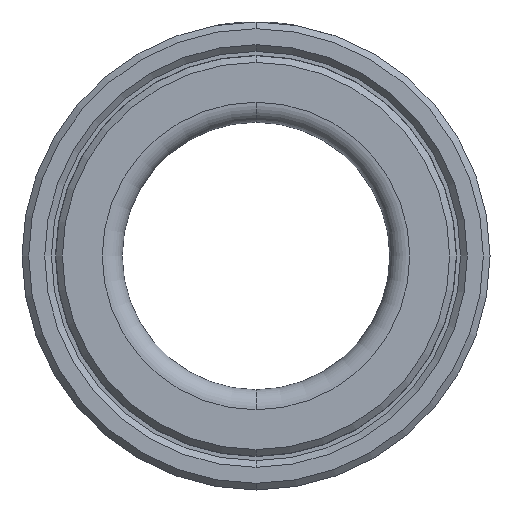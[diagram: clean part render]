
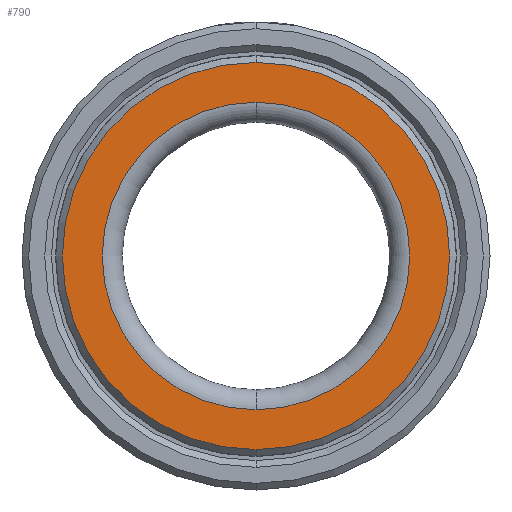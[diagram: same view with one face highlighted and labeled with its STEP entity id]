
A CAD part, front view. The second image highlights one B-rep face of the part: STEP entity #790.
In plain terms, the highlighted planar face has unit normal (0, -1, 0).
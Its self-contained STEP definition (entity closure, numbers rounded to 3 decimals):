
#11 = AXIS2_PLACEMENT_3D ( 'NONE', #158, #1127, #295 ) ;
#158 = CARTESIAN_POINT ( 'NONE',  ( 0., -20., 0. ) ) ;
#224 = FACE_BOUND ( 'NONE', #1094, .T. ) ;
#234 = ORIENTED_EDGE ( 'NONE', *, *, #1277, .T. ) ;
#241 = CIRCLE ( 'NONE', #1685, 14.48 ) ;
#287 = AXIS2_PLACEMENT_3D ( 'NONE', #1599, #788, #1722 ) ;
#295 = DIRECTION ( 'NONE',  ( 0., 0., 1. ) ) ;
#304 = DIRECTION ( 'NONE',  ( 0., 1., 0. ) ) ;
#329 = ORIENTED_EDGE ( 'NONE', *, *, #1627, .T. ) ;
#402 = VERTEX_POINT ( 'NONE', #1379 ) ;
#466 = CARTESIAN_POINT ( 'NONE',  ( 0., -20., 11.5 ) ) ;
#516 = ORIENTED_EDGE ( 'NONE', *, *, #1617, .T. ) ;
#536 = EDGE_CURVE ( 'NONE', #1082, #402, #875, .T. ) ;
#575 = VERTEX_POINT ( 'NONE', #1158 ) ;
#586 = PLANE ( 'NONE',  #1473 ) ;
#591 = DIRECTION ( 'NONE',  ( 0., 1., 0. ) ) ;
#592 = CARTESIAN_POINT ( 'NONE',  ( 0., -20., 14.48 ) ) ;
#710 = CARTESIAN_POINT ( 'NONE',  ( 0., -20., 0. ) ) ;
#723 = DIRECTION ( 'NONE',  ( 0., 0., 1. ) ) ;
#788 = DIRECTION ( 'NONE',  ( 0., 1., 0. ) ) ;
#790 = ADVANCED_FACE ( 'NONE', ( #1673, #224 ), #586, .F. ) ;
#809 = VERTEX_POINT ( 'NONE', #592 ) ;
#842 = DIRECTION ( 'NONE',  ( 0., 0., 1. ) ) ;
#875 = CIRCLE ( 'NONE', #1498, 11.5 ) ;
#1082 = VERTEX_POINT ( 'NONE', #466 ) ;
#1094 = EDGE_LOOP ( 'NONE', ( #1427, #234 ) ) ;
#1127 = DIRECTION ( 'NONE',  ( 0., -1., 0. ) ) ;
#1158 = CARTESIAN_POINT ( 'NONE',  ( 0., -20., -14.48 ) ) ;
#1275 = CARTESIAN_POINT ( 'NONE',  ( 10., -20., 0. ) ) ;
#1277 = EDGE_CURVE ( 'NONE', #402, #1082, #1455, .T. ) ;
#1379 = CARTESIAN_POINT ( 'NONE',  ( 0., -20., -11.5 ) ) ;
#1416 = CARTESIAN_POINT ( 'NONE',  ( 0., -20., 0. ) ) ;
#1427 = ORIENTED_EDGE ( 'NONE', *, *, #536, .T. ) ;
#1455 = CIRCLE ( 'NONE', #287, 11.5 ) ;
#1473 = AXIS2_PLACEMENT_3D ( 'NONE', #1275, #304, #723 ) ;
#1498 = AXIS2_PLACEMENT_3D ( 'NONE', #1416, #591, #1546 ) ;
#1546 = DIRECTION ( 'NONE',  ( 0., 0., 1. ) ) ;
#1599 = CARTESIAN_POINT ( 'NONE',  ( 0., -20., 0. ) ) ;
#1617 = EDGE_CURVE ( 'NONE', #809, #575, #241, .T. ) ;
#1627 = EDGE_CURVE ( 'NONE', #575, #809, #1692, .T. ) ;
#1649 = DIRECTION ( 'NONE',  ( 0., -1., 0. ) ) ;
#1653 = EDGE_LOOP ( 'NONE', ( #516, #329 ) ) ;
#1673 = FACE_OUTER_BOUND ( 'NONE', #1653, .T. ) ;
#1685 = AXIS2_PLACEMENT_3D ( 'NONE', #710, #1649, #842 ) ;
#1692 = CIRCLE ( 'NONE', #11, 14.48 ) ;
#1722 = DIRECTION ( 'NONE',  ( 0., 0., 1. ) ) ;
